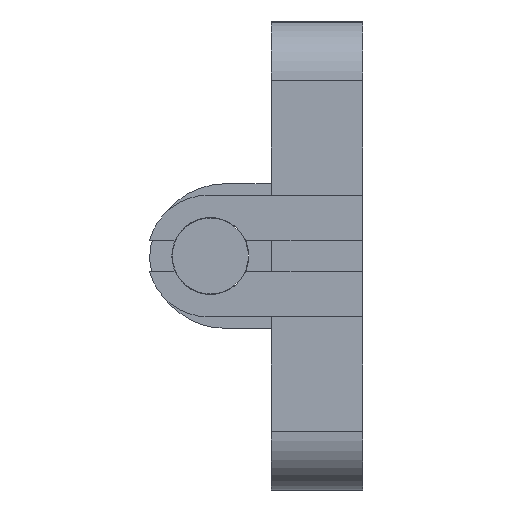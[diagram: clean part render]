
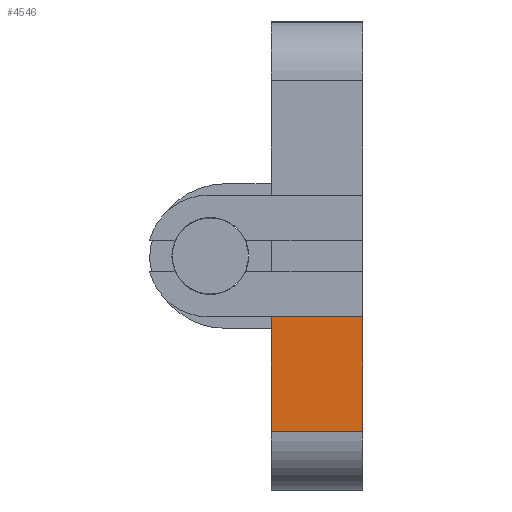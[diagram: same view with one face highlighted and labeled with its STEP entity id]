
A CAD part, left-side view. The second image highlights one B-rep face of the part: STEP entity #4546.
In plain terms, the highlighted planar face has unit normal (-1, 0, 0).
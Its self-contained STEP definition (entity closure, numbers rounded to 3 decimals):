
#120=LINE('',#6714,#585);
#167=LINE('',#6881,#632);
#356=LINE('',#7478,#821);
#357=LINE('',#7479,#822);
#585=VECTOR('',#5325,10.);
#632=VECTOR('',#5448,10.);
#821=VECTOR('',#6053,10.);
#822=VECTOR('',#6054,10.);
#1229=FACE_OUTER_BOUND('',#1471,.T.);
#1471=EDGE_LOOP('',(#3645,#3646,#3647,#3648));
#1845=VERTEX_POINT('',#6712);
#1846=VERTEX_POINT('',#6713);
#1928=VERTEX_POINT('',#6879);
#2128=VERTEX_POINT('',#7477);
#2319=EDGE_CURVE('',#1845,#1846,#120,.T.);
#2403=EDGE_CURVE('',#1928,#1846,#167,.T.);
#2702=EDGE_CURVE('',#2128,#1845,#356,.T.);
#2703=EDGE_CURVE('',#2128,#1928,#357,.T.);
#3645=ORIENTED_EDGE('',*,*,#2702,.T.);
#3646=ORIENTED_EDGE('',*,*,#2319,.T.);
#3647=ORIENTED_EDGE('',*,*,#2403,.F.);
#3648=ORIENTED_EDGE('',*,*,#2703,.F.);
#4355=PLANE('',#4998);
#4546=ADVANCED_FACE('',(#1229),#4355,.T.);
#4998=AXIS2_PLACEMENT_3D('',#7476,#6051,#6052);
#5325=DIRECTION('',(0.,1.,0.));
#5448=DIRECTION('',(0.,0.,1.));
#6051=DIRECTION('center_axis',(-1.,0.,0.));
#6052=DIRECTION('ref_axis',(0.,0.,1.));
#6053=DIRECTION('',(0.,0.,1.));
#6054=DIRECTION('',(0.,1.,0.));
#6712=CARTESIAN_POINT('',(-21.335,0.,-3.222));
#6713=CARTESIAN_POINT('',(-21.335,3.,-3.222));
#6714=CARTESIAN_POINT('',(-21.335,0.,-3.222));
#6879=CARTESIAN_POINT('',(-21.335,3.,-6.978));
#6881=CARTESIAN_POINT('',(-21.335,3.,-6.978));
#7476=CARTESIAN_POINT('Origin',(-21.335,0.,-6.978));
#7477=CARTESIAN_POINT('',(-21.335,0.,-6.978));
#7478=CARTESIAN_POINT('',(-21.335,0.,-6.978));
#7479=CARTESIAN_POINT('',(-21.335,0.,-6.978));
